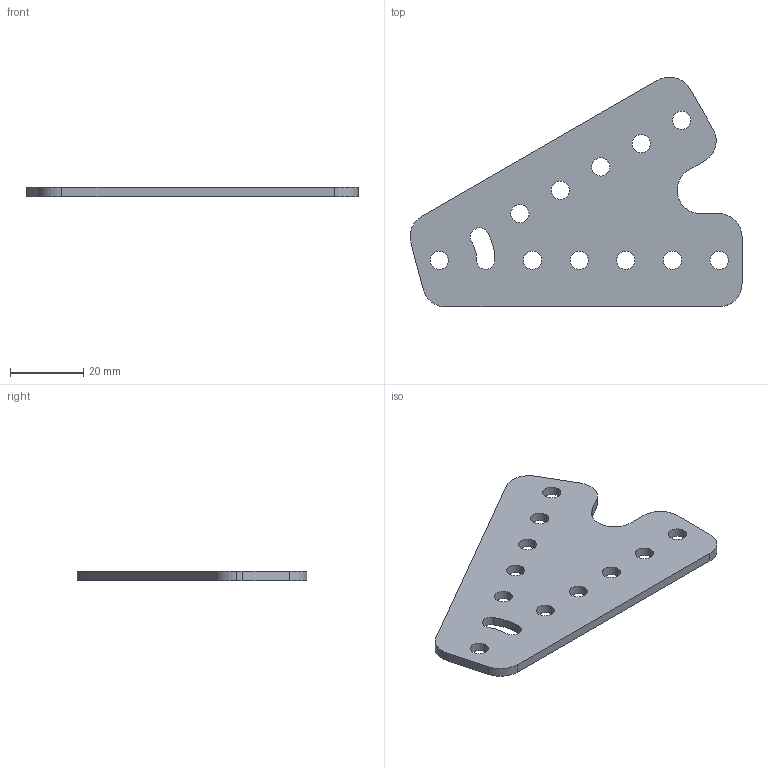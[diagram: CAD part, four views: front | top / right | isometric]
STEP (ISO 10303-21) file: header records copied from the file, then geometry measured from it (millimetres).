
FILE_DESCRIPTION (( 'STEP AP214' ), '1' );
FILE_NAME ('WCP-1057 Rev1.step', '2023-10-27T19:30:26', ( '' ), ( '' ), 'SwSTEP 2.0', 'SolidWorks 2022', '' );
FILE_SCHEMA (( 'AUTOMOTIVE_DESIGN' ));
Length unit declared in the file: inch
Products named in the file (1): WCP-1057 Rev1
Bounding box: 90.36 x 62.59 x 2.5 mm (x, y, z)
Volume: 8706.2 mm3; surface area: 8142.9 mm2
Topology: 1 solids, 1 shells, 44 faces, 126 edges, 84 vertices
Faces by surface type: cylinder 35, plane 9
Entity records: 1568 total; most frequent: DIRECTION 286, CARTESIAN_POINT 255, ORIENTED_EDGE 252, EDGE_CURVE 126, AXIS2_PLACEMENT_3D 115, VERTEX_POINT 84, CIRCLE 70, EDGE_LOOP 68
